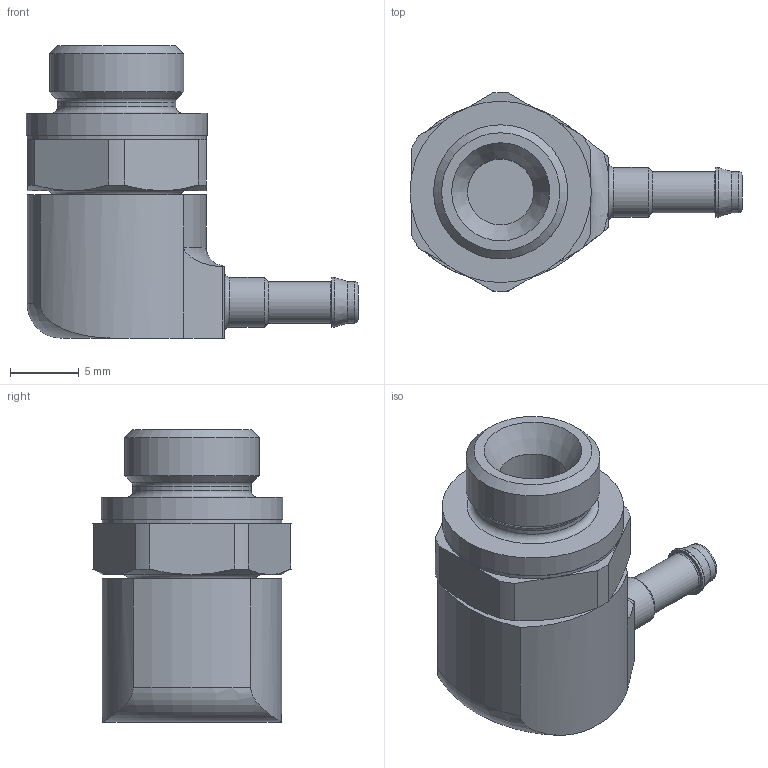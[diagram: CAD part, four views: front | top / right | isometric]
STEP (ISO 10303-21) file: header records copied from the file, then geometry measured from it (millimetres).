
FILE_DESCRIPTION(/* description */ ('STEP AP214'),/* implementation_level */ '2;1');
FILE_NAME(/* name */ '11955_LCN-1_8-PK-3',/* time_stamp */ '2024-08-29T20:22:09+02:00',/* author */ ('License CC BY-ND 4.0'),/* organization */ ('CADENAS'),/* preprocessor_version */ 'ST-DEVELOPER v19.3',/* originating_system */ 'PARTsolutions',/* authorisation */ ' ');
FILE_SCHEMA (('AUTOMOTIVE_DESIGN {1 0 10303 214 3 1 1}'));
Length unit declared in the file: millimetre
Products named in the file (1): 11955 LCN-1/8-PK-3
Bounding box: 24.07 x 14.39 x 21.2 mm (x, y, z)
Volume: 2299.9 mm3; surface area: 1753.8 mm2
Topology: 1 solids, 1 shells, 68 faces, 153 edges, 93 vertices
Faces by surface type: plane 26, cylinder 22, cone 11, torus 9
Full cylindrical faces by diameter (mm): 2 x1, 3 x2, 3.6 x2, 4.8 x1, 8.566 x1, 9.728 x1, 13 x1, 13.15 x1
Entity records: 1834 total; most frequent: CARTESIAN_POINT 373, DIRECTION 313, ORIENTED_EDGE 256, AXIS2_PLACEMENT_3D 136, EDGE_CURVE 128, EDGE_LOOP 99, FACE_BOUND 99, VERTEX_POINT 91
